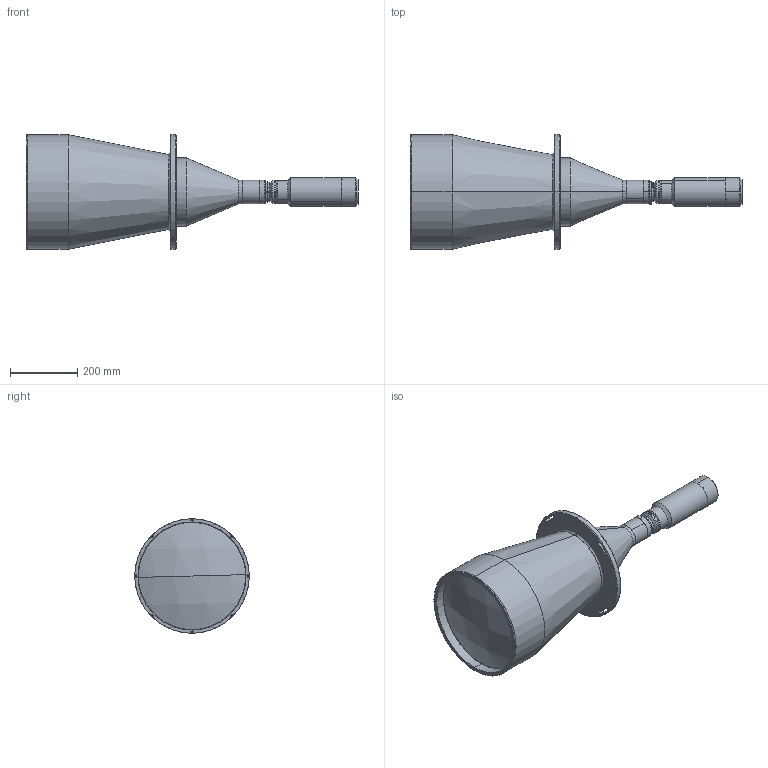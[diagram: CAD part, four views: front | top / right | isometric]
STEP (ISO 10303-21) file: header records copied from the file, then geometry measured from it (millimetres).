
FILE_DESCRIPTION (( 'STEP AP203' ), '1' );
FILE_NAME ('XF-PTL31062-M72-11.48-VI.STEP', '2019-06-14T02:12:29', ( 'puyufan' ), ( '' ), 'SwSTEP 2.0', 'SolidWorks 2014', '' );
FILE_SCHEMA (( 'CONFIG_CONTROL_DESIGN' ));
Length unit declared in the file: millimetre
Products named in the file (1): XF-PTL31062-M72-11.48-VI
Bounding box: 986.12 x 340 x 340 mm (x, y, z)
Surface area: 900334.3 mm2 (no closed solid volume)
Topology: 0 solids, 82 shells, 324 faces, 1877 edges, 1597 vertices
Faces by surface type: cylinder 209, plane 65, cone 32, torus 16, sphere 2
Entity records: 26801 total; most frequent: CARTESIAN_POINT 12662, DIRECTION 2890, ORIENTED_EDGE 2412, EDGE_CURVE 1877, VERTEX_POINT 1597, AXIS2_PLACEMENT_3D 1120, CIRCLE 795, LINE 650
